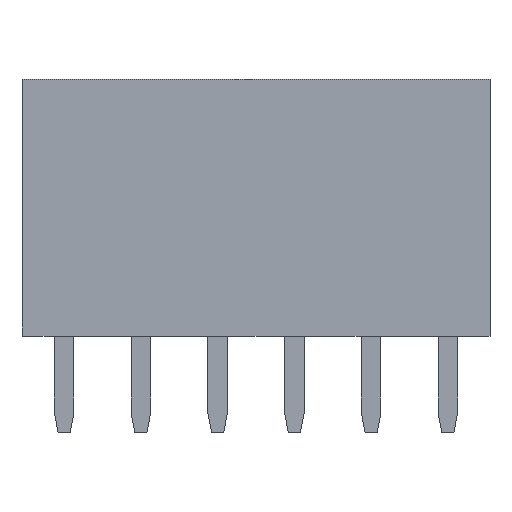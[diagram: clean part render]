
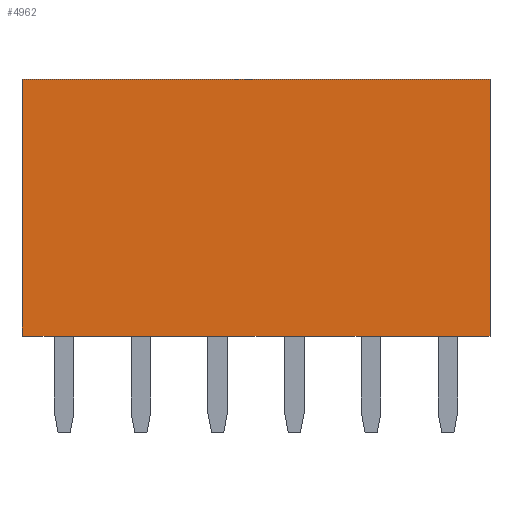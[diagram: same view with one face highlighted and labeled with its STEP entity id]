
A CAD part, top view. The second image highlights one B-rep face of the part: STEP entity #4962.
In plain terms, the highlighted planar face has unit normal (0, 0, 1).
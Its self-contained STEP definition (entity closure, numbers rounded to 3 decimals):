
#333=FACE_OUTER_BOUND('',#577,.T.);
#577=EDGE_LOOP('',(#4294,#4295,#4296,#4297));
#905=LINE('',#7159,#1531);
#1190=LINE('',#7764,#1816);
#1204=LINE('',#7795,#1830);
#1205=LINE('',#7796,#1831);
#1531=VECTOR('',#5881,1.);
#1816=VECTOR('',#6404,1.);
#1830=VECTOR('',#6438,1.);
#1831=VECTOR('',#6439,1.);
#2074=VERTEX_POINT('',#7156);
#2075=VERTEX_POINT('',#7158);
#2273=VERTEX_POINT('',#7757);
#2276=VERTEX_POINT('',#7762);
#2639=EDGE_CURVE('',#2075,#2074,#905,.T.);
#2944=EDGE_CURVE('',#2276,#2273,#1190,.T.);
#2960=EDGE_CURVE('',#2074,#2273,#1204,.T.);
#2961=EDGE_CURVE('',#2075,#2276,#1205,.T.);
#4294=ORIENTED_EDGE('',*,*,#2960,.T.);
#4295=ORIENTED_EDGE('',*,*,#2944,.F.);
#4296=ORIENTED_EDGE('',*,*,#2961,.F.);
#4297=ORIENTED_EDGE('',*,*,#2639,.T.);
#4513=PLANE('',#5261);
#4962=ADVANCED_FACE('',(#333),#4513,.T.);
#5261=AXIS2_PLACEMENT_3D('',#7794,#6436,#6437);
#5881=DIRECTION('',(1.,0.,0.));
#6404=DIRECTION('',(1.,0.,0.));
#6436=DIRECTION('center_axis',(0.,0.,1.));
#6437=DIRECTION('ref_axis',(0.,-1.,0.));
#6438=DIRECTION('',(0.,1.,0.));
#6439=DIRECTION('',(0.,1.,0.));
#7156=CARTESIAN_POINT('',(7.745,0.,1.25));
#7158=CARTESIAN_POINT('',(-7.745,0.,1.25));
#7159=CARTESIAN_POINT('',(-7.745,0.,1.25));
#7757=CARTESIAN_POINT('',(7.745,8.5,1.25));
#7762=CARTESIAN_POINT('',(-7.745,8.5,1.25));
#7764=CARTESIAN_POINT('',(-7.745,8.5,1.25));
#7794=CARTESIAN_POINT('Origin',(-7.745,4.25,1.25));
#7795=CARTESIAN_POINT('',(7.745,0.,1.25));
#7796=CARTESIAN_POINT('',(-7.745,0.,1.25));
